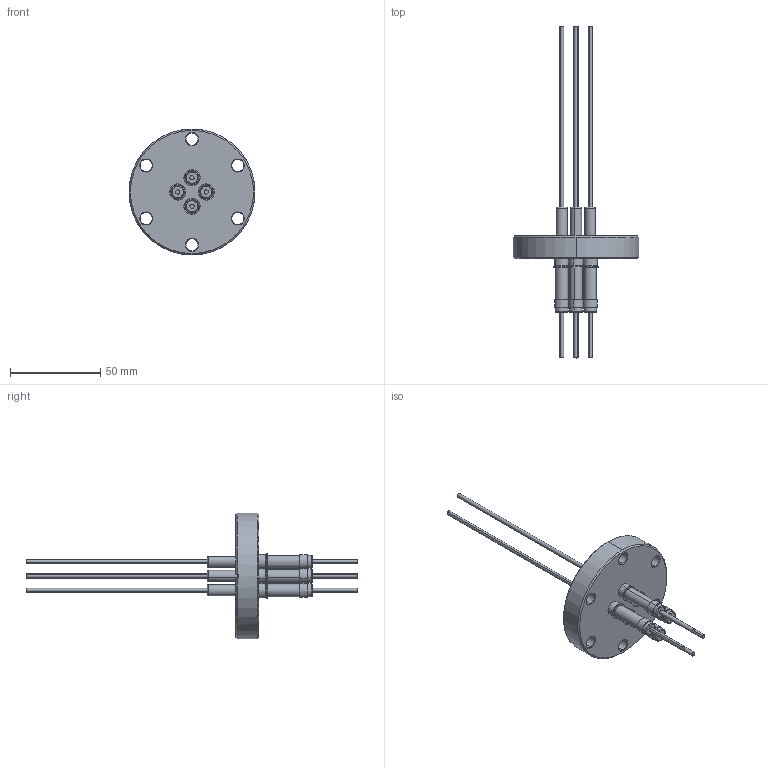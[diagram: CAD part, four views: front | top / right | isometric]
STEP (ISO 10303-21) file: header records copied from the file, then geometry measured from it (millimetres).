
FILE_DESCRIPTION (( 'STEP AP203' ), '1' );
FILE_NAME ('A0045-1-CF.STEP', '2019-10-23T13:51:46', ( '' ), ( '' ), 'SwSTEP 2.0', 'SolidWorks 2019', '' );
FILE_SCHEMA (( 'CONFIG_CONTROL_DESIGN' ));
Length unit declared in the file: inch
Products named in the file (1): A0045-1-CF
Bounding box: 69.85 x 184.15 x 69.85 mm (x, y, z)
Volume: 45161.3 mm3; surface area: 21439.4 mm2
Topology: 1 solids, 1 shells, 206 faces, 434 edges, 263 vertices
Faces by surface type: cylinder 100, cone 47, plane 43, torus 16
Entity records: 5662 total; most frequent: DIRECTION 1113, CARTESIAN_POINT 916, ORIENTED_EDGE 868, AXIS2_PLACEMENT_3D 476, EDGE_CURVE 434, CIRCLE 269, VERTEX_POINT 263, EDGE_LOOP 251
